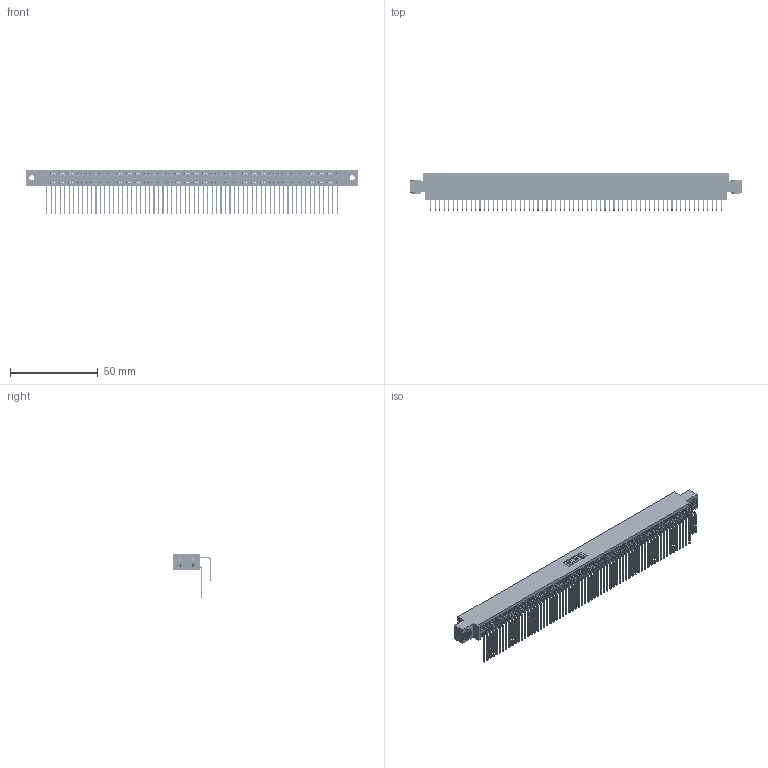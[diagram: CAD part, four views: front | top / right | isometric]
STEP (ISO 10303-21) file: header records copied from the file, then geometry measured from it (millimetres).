
FILE_DESCRIPTION (( 'STEP AP203' ), '1' );
FILE_NAME ('395-132-558-803.STEP', '2019-10-29T07:56:12', ( '' ), ( '' ), 'SwSTEP 2.0', 'SolidWorks 2016', '' );
FILE_SCHEMA (( 'CONFIG_CONTROL_DESIGN' ));
Length unit declared in the file: inch
Products named in the file (5): 345-292-001_558 Tail - 2; 345-250-002_345-250-002-102; 395-132-558-803; 345 Part_0.170 Offset - 0.156 Dia-TH; 345-292-001_558 559 Tail - 1
Assembly tree (135 placements, depth 2):
  395-132-558-803
    345 Part_0.170 Offset - 0.156 Dia-TH
    345-292-001_558 559 Tail - 1  x66
    345-292-001_558 Tail - 2  x66
    345-250-002_345-250-002-102  x2
Bounding box: 188.85 x 21.83 x 25.53 mm (x, y, z)
Volume: 19235.2 mm3; surface area: 32826.8 mm2
Topology: 135 solids, 135 shells, 7032 faces, 20889 edges, 13746 vertices
Faces by surface type: plane 4714, cylinder 2310, cone 8
Entity records: 50988 total; most frequent: CARTESIAN_POINT 8546, ORIENTED_EDGE 8422, DIRECTION 7509, EDGE_CURVE 4211, LINE 3751, VECTOR 3751, VERTEX_POINT 2802, AXIS2_PLACEMENT_3D 1879
